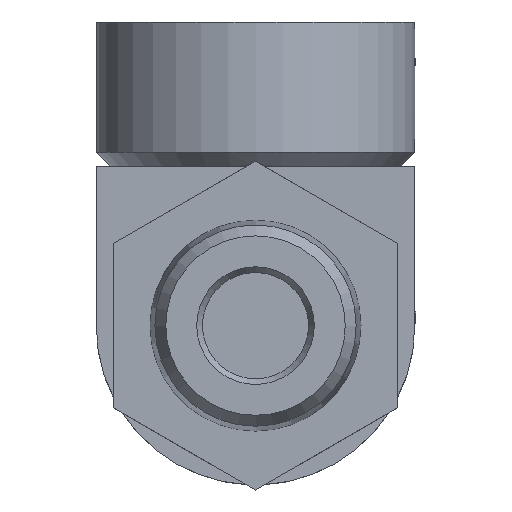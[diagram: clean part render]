
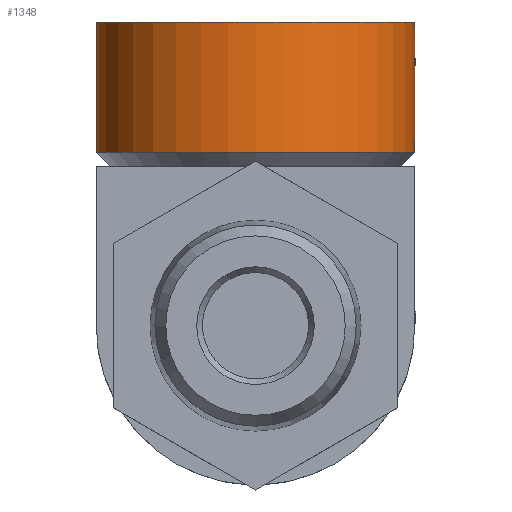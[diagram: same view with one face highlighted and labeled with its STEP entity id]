
A CAD part, front view. The second image highlights one B-rep face of the part: STEP entity #1348.
In plain terms, the highlighted cylindrical face has radius 16 mm (diameter 32 mm), a full revolution.
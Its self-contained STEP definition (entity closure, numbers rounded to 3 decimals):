
#31=CYLINDRICAL_SURFACE('',#1478,16.);
#43=ELLIPSE('',#1481,19.083,16.);
#44=ELLIPSE('',#1483,19.083,16.);
#71=CIRCLE('',#1474,16.);
#72=CIRCLE('',#1476,16.);
#74=CIRCLE('',#1479,16.);
#75=CIRCLE('',#1480,16.);
#76=CIRCLE('',#1482,16.);
#77=CIRCLE('',#1484,16.);
#78=CIRCLE('',#1485,16.);
#238=ORIENTED_EDGE('',*,*,#553,.F.);
#239=ORIENTED_EDGE('',*,*,#556,.T.);
#240=ORIENTED_EDGE('',*,*,#557,.T.);
#241=ORIENTED_EDGE('',*,*,#558,.T.);
#242=ORIENTED_EDGE('',*,*,#559,.T.);
#243=ORIENTED_EDGE('',*,*,#560,.T.);
#244=ORIENTED_EDGE('',*,*,#561,.T.);
#245=ORIENTED_EDGE('',*,*,#562,.T.);
#246=ORIENTED_EDGE('',*,*,#563,.T.);
#247=ORIENTED_EDGE('',*,*,#564,.T.);
#248=ORIENTED_EDGE('',*,*,#565,.T.);
#249=ORIENTED_EDGE('',*,*,#566,.T.);
#250=ORIENTED_EDGE('',*,*,#554,.T.);
#553=EDGE_CURVE('',#721,#721,#71,.T.);
#554=EDGE_CURVE('',#722,#722,#72,.T.);
#556=EDGE_CURVE('',#724,#725,#74,.T.);
#557=EDGE_CURVE('',#725,#726,#833,.T.);
#558=EDGE_CURVE('',#726,#727,#75,.T.);
#559=EDGE_CURVE('',#727,#728,#43,.T.);
#560=EDGE_CURVE('',#728,#729,#76,.T.);
#561=EDGE_CURVE('',#729,#730,#44,.T.);
#562=EDGE_CURVE('',#730,#731,#834,.T.);
#563=EDGE_CURVE('',#731,#732,#77,.T.);
#564=EDGE_CURVE('',#732,#733,#835,.T.);
#565=EDGE_CURVE('',#733,#734,#78,.T.);
#566=EDGE_CURVE('',#734,#724,#836,.F.);
#721=VERTEX_POINT('',#2150);
#722=VERTEX_POINT('',#2153);
#724=VERTEX_POINT('',#2158);
#725=VERTEX_POINT('',#2159);
#726=VERTEX_POINT('',#2161);
#727=VERTEX_POINT('',#2163);
#728=VERTEX_POINT('',#2165);
#729=VERTEX_POINT('',#2167);
#730=VERTEX_POINT('',#2169);
#731=VERTEX_POINT('',#2171);
#732=VERTEX_POINT('',#2173);
#733=VERTEX_POINT('',#2175);
#734=VERTEX_POINT('',#2177);
#833=LINE('',#2160,#965);
#834=LINE('',#2170,#966);
#835=LINE('',#2174,#967);
#836=LINE('',#2178,#968);
#965=VECTOR('',#1733,1000.);
#966=VECTOR('',#1742,1000.);
#967=VECTOR('',#1745,1000.);
#968=VECTOR('',#1748,1000.);
#1088=EDGE_LOOP('',(#238));
#1089=EDGE_LOOP('',(#239,#240,#241,#242,#243,#244,#245,#246,#247,#248,#249));
#1090=EDGE_LOOP('',(#250));
#1193=FACE_BOUND('',#1088,.T.);
#1194=FACE_BOUND('',#1089,.T.);
#1195=FACE_BOUND('',#1090,.T.);
#1348=ADVANCED_FACE('',(#1193,#1194,#1195),#31,.T.);
#1474=AXIS2_PLACEMENT_3D('',#2149,#1721,#1722);
#1476=AXIS2_PLACEMENT_3D('',#2152,#1725,#1726);
#1478=AXIS2_PLACEMENT_3D('',#2156,#1729,#1730);
#1479=AXIS2_PLACEMENT_3D('',#2157,#1731,#1732);
#1480=AXIS2_PLACEMENT_3D('',#2162,#1734,#1735);
#1481=AXIS2_PLACEMENT_3D('',#2164,#1736,#1737);
#1482=AXIS2_PLACEMENT_3D('',#2166,#1738,#1739);
#1483=AXIS2_PLACEMENT_3D('',#2168,#1740,#1741);
#1484=AXIS2_PLACEMENT_3D('',#2172,#1743,#1744);
#1485=AXIS2_PLACEMENT_3D('',#2176,#1746,#1747);
#1721=DIRECTION('',(0.,0.,-1.));
#1722=DIRECTION('',(-1.,0.,0.));
#1725=DIRECTION('',(0.,0.,-1.));
#1726=DIRECTION('',(-1.,0.,0.));
#1729=DIRECTION('',(0.,0.,-1.));
#1730=DIRECTION('',(-1.,0.,0.));
#1731=DIRECTION('',(0.,0.,1.));
#1732=DIRECTION('',(1.,0.,0.));
#1733=DIRECTION('',(0.,0.,-1.));
#1734=DIRECTION('',(0.,0.,1.));
#1735=DIRECTION('',(1.,0.,0.));
#1736=DIRECTION('',(0.,-0.545,-0.838));
#1737=DIRECTION('',(0.,0.838,-0.545));
#1738=DIRECTION('',(0.,0.,1.));
#1739=DIRECTION('',(1.,0.,0.));
#1740=DIRECTION('',(0.,0.545,0.838));
#1741=DIRECTION('',(0.,0.838,-0.545));
#1742=DIRECTION('',(0.,0.,-1.));
#1743=DIRECTION('',(0.,0.,-1.));
#1744=DIRECTION('',(-1.,0.,0.));
#1745=DIRECTION('',(0.,0.,-1.));
#1746=DIRECTION('',(0.,0.,-1.));
#1747=DIRECTION('',(-1.,0.,0.));
#1748=DIRECTION('',(0.,0.,-1.));
#2149=CARTESIAN_POINT('',(0.,29.1,17.414));
#2150=CARTESIAN_POINT('',(-16.,29.1,17.414));
#2152=CARTESIAN_POINT('',(0.,29.1,30.5));
#2153=CARTESIAN_POINT('',(-16.,29.1,30.5));
#2156=CARTESIAN_POINT('',(0.,29.1,16.));
#2157=CARTESIAN_POINT('',(0.,29.1,26.88));
#2158=CARTESIAN_POINT('',(15.977,28.25,26.88));
#2159=CARTESIAN_POINT('',(15.989,28.516,26.88));
#2160=CARTESIAN_POINT('',(15.989,28.516,16.));
#2161=CARTESIAN_POINT('',(15.989,28.516,26.633));
#2162=CARTESIAN_POINT('',(0.,29.1,26.633));
#2163=CARTESIAN_POINT('',(15.986,29.77,26.633));
#2164=CARTESIAN_POINT('',(0.,29.1,27.069));
#2165=CARTESIAN_POINT('',(15.997,29.39,26.88));
#2166=CARTESIAN_POINT('',(0.,29.1,26.88));
#2167=CARTESIAN_POINT('',(15.986,29.77,26.88));
#2168=CARTESIAN_POINT('',(0.,29.1,27.316));
#2169=CARTESIAN_POINT('',(15.966,30.15,26.633));
#2170=CARTESIAN_POINT('',(15.966,30.15,16.));
#2171=CARTESIAN_POINT('',(15.966,30.15,26.367));
#2172=CARTESIAN_POINT('',(0.,29.1,26.367));
#2173=CARTESIAN_POINT('',(15.989,28.516,26.367));
#2174=CARTESIAN_POINT('',(15.989,28.516,16.));
#2175=CARTESIAN_POINT('',(15.989,28.516,26.12));
#2176=CARTESIAN_POINT('',(0.,29.1,26.12));
#2177=CARTESIAN_POINT('',(15.977,28.25,26.12));
#2178=CARTESIAN_POINT('',(15.977,28.25,16.));
